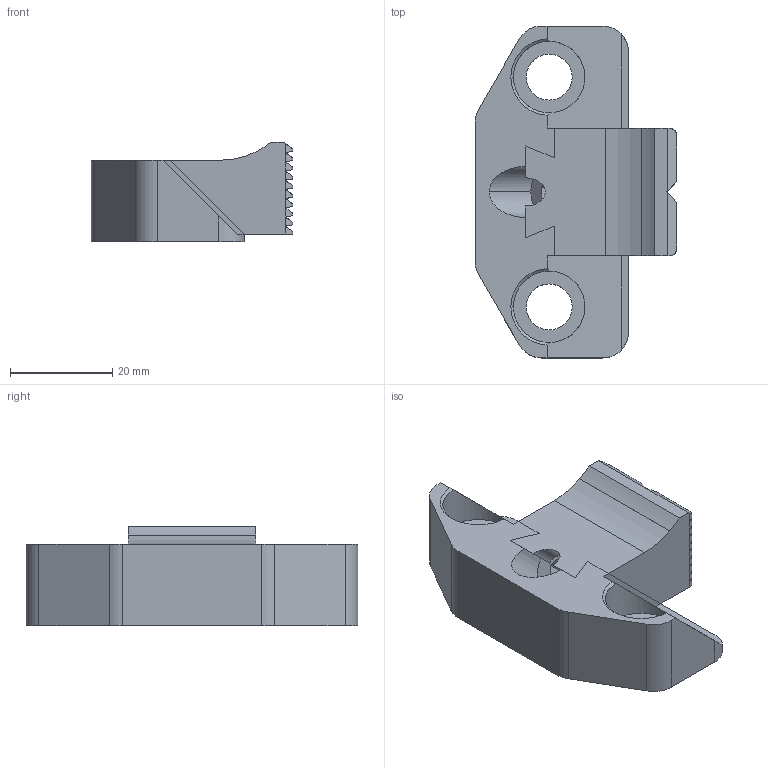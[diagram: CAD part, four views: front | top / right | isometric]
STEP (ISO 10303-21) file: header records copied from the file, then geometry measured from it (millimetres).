
FILE_DESCRIPTION (( 'STEP AP203' ), '1' );
FILE_NAME ('cp105-08016.STEP', '2021-10-25T23:49:49', ( '' ), ( '' ), 'SwSTEP 2.0', 'SolidWorks 2020', '' );
FILE_SCHEMA (( 'CONFIG_CONTROL_DESIGN' ));
Length unit declared in the file: millimetre
Products named in the file (3): cp105-08016_02; cp105-08016_01; cp105-08016
Assembly tree (2 placements, depth 2):
  cp105-08016
    cp105-08016_01
    cp105-08016_02
Bounding box: 39.5 x 65 x 19.5 mm (x, y, z)
Volume: 23163.5 mm3; surface area: 9694.6 mm2
Topology: 2 solids, 2 shells, 160 faces, 418 edges, 263 vertices
Faces by surface type: plane 114, cylinder 40, cone 4, bspline 2
Entity records: 5118 total; most frequent: CARTESIAN_POINT 1035, ORIENTED_EDGE 836, DIRECTION 730, EDGE_CURVE 418, VECTOR 318, LINE 318, VERTEX_POINT 263, AXIS2_PLACEMENT_3D 206
